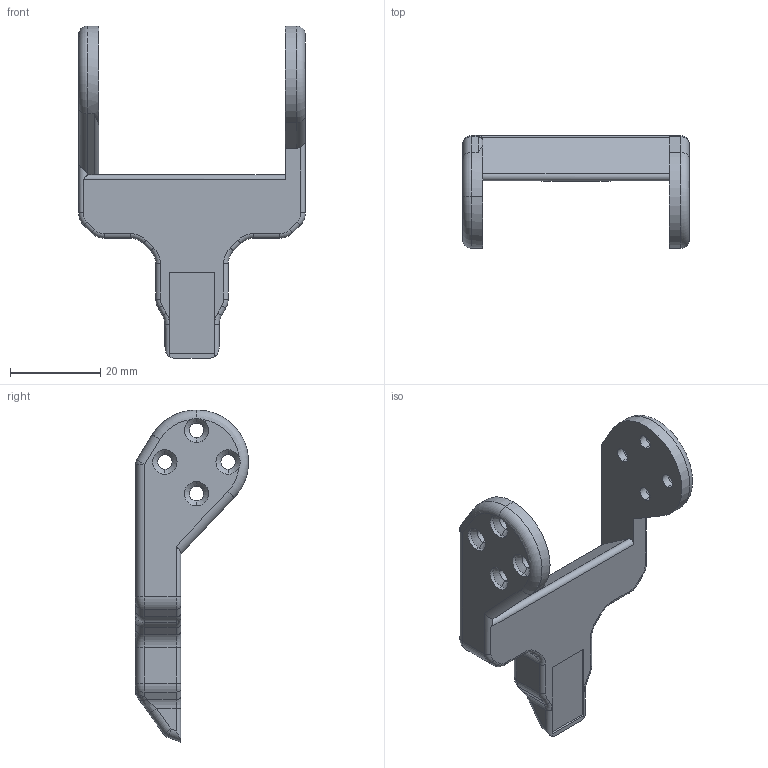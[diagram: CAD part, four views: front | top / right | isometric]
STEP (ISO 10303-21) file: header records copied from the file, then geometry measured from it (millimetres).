
FILE_DESCRIPTION (( 'STEP AP214' ), '1' );
FILE_NAME ('SAM_gripper_act.STEP', '2025-01-01T01:52:09', ( '' ), ( '' ), 'SwSTEP 2.0', 'SolidWorks 2023', '' );
FILE_SCHEMA (( 'AUTOMOTIVE_DESIGN' ));
Length unit declared in the file: millimetre
Products named in the file (1): SAM_gripper_act
Bounding box: 50.2 x 25 x 73.43 mm (x, y, z)
Volume: 13805.5 mm3; surface area: 6617.9 mm2
Topology: 1 solids, 1 shells, 173 faces, 419 edges, 240 vertices
Faces by surface type: cylinder 92, plane 31, torus 26, cone 16, sphere 6, bspline 2
Entity records: 5142 total; most frequent: CARTESIAN_POINT 1016, DIRECTION 934, ORIENTED_EDGE 830, EDGE_CURVE 415, AXIS2_PLACEMENT_3D 372, VERTEX_POINT 240, CIRCLE 200, LINE 190
